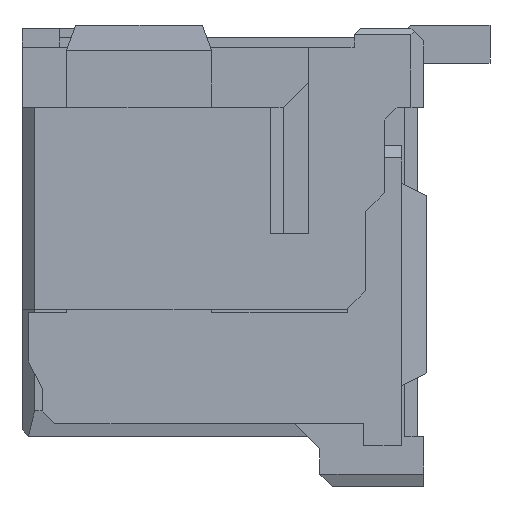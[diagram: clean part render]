
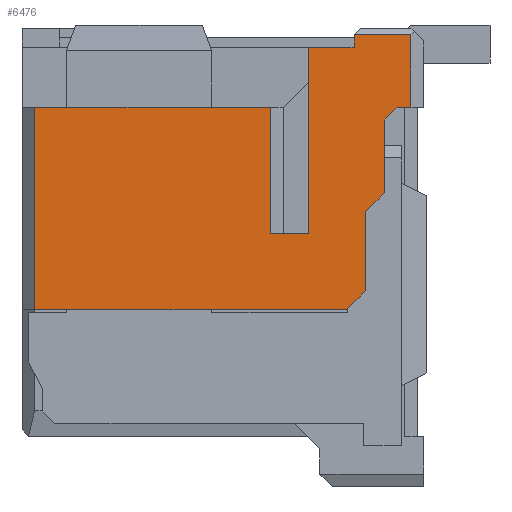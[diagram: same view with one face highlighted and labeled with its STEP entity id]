
A CAD part, left-side view. The second image highlights one B-rep face of the part: STEP entity #6476.
In plain terms, the highlighted planar face has unit normal (-1, 0, 0).
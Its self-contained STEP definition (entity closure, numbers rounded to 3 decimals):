
#941=DIRECTION('',(0.,0.,-1.));
#942=VECTOR('',#941,3.2);
#943=CARTESIAN_POINT('',(-3.65,2.4,2.82));
#944=LINE('',#943,#942);
#945=DIRECTION('',(0.,-1.,0.));
#946=VECTOR('',#945,3.73);
#947=CARTESIAN_POINT('',(-3.65,2.4,2.82));
#948=LINE('',#947,#946);
#949=DIRECTION('',(0.,0.,1.));
#950=VECTOR('',#949,2.);
#951=CARTESIAN_POINT('',(-3.65,-1.33,0.82));
#952=LINE('',#951,#950);
#953=DIRECTION('',(0.,1.,0.));
#954=VECTOR('',#953,0.6);
#955=CARTESIAN_POINT('',(-3.65,-1.93,0.82));
#956=LINE('',#955,#954);
#957=DIRECTION('',(0.,1.,0.));
#958=VECTOR('',#957,0.72);
#959=CARTESIAN_POINT('',(-3.65,-2.65,3.77));
#960=LINE('',#959,#958);
#961=DIRECTION('',(0.,0.,-1.));
#962=VECTOR('',#961,0.2);
#963=CARTESIAN_POINT('',(-3.65,-2.65,3.97));
#964=LINE('',#963,#962);
#965=DIRECTION('',(0.,1.,0.));
#966=VECTOR('',#965,0.9);
#967=CARTESIAN_POINT('',(-3.65,-3.55,3.97));
#968=LINE('',#967,#966);
#969=DIRECTION('',(0.,0.,1.));
#970=VECTOR('',#969,1.15);
#971=CARTESIAN_POINT('',(-3.65,-3.55,2.82));
#972=LINE('',#971,#970);
#973=DIRECTION('',(0.,1.,0.));
#974=VECTOR('',#973,0.22);
#975=CARTESIAN_POINT('',(-3.65,-3.55,2.82));
#976=LINE('',#975,#974);
#977=DIRECTION('',(0.,0.707,-0.707));
#978=VECTOR('',#977,0.283);
#979=CARTESIAN_POINT('',(-3.65,-3.33,2.82));
#980=LINE('',#979,#978);
#981=DIRECTION('',(0.,0.,-1.));
#982=VECTOR('',#981,1.15);
#983=CARTESIAN_POINT('',(-3.65,-3.13,2.62));
#984=LINE('',#983,#982);
#985=DIRECTION('',(0.,0.707,-0.707));
#986=VECTOR('',#985,0.424);
#987=CARTESIAN_POINT('',(-3.65,-3.13,1.47));
#988=LINE('',#987,#986);
#989=DIRECTION('',(0.,0.,-1.));
#990=VECTOR('',#989,1.25);
#991=CARTESIAN_POINT('',(-3.65,-2.83,1.17));
#992=LINE('',#991,#990);
#993=DIRECTION('',(0.,0.707,-0.707));
#994=VECTOR('',#993,0.424);
#995=CARTESIAN_POINT('',(-3.65,-2.83,-0.08));
#996=LINE('',#995,#994);
#997=DIRECTION('',(0.,-1.,0.));
#998=VECTOR('',#997,4.93);
#999=CARTESIAN_POINT('',(-3.65,2.4,-0.38));
#1000=LINE('',#999,#998);
#3889=DIRECTION('',(0.,0.,-1.));
#3890=VECTOR('',#3889,2.95);
#3891=CARTESIAN_POINT('',(-3.65,-1.93,3.77));
#3892=LINE('',#3891,#3890);
#4113=CARTESIAN_POINT('',(-3.65,-3.33,2.82));
#4114=CARTESIAN_POINT('',(-3.65,-3.13,2.62));
#4115=VERTEX_POINT('',#4113);
#4116=VERTEX_POINT('',#4114);
#4117=CARTESIAN_POINT('',(-3.65,-3.13,1.47));
#4118=VERTEX_POINT('',#4117);
#4119=CARTESIAN_POINT('',(-3.65,-2.83,1.17));
#4120=VERTEX_POINT('',#4119);
#4121=CARTESIAN_POINT('',(-3.65,-2.83,-0.08));
#4122=VERTEX_POINT('',#4121);
#4123=CARTESIAN_POINT('',(-3.65,-2.53,-0.38));
#4124=VERTEX_POINT('',#4123);
#4125=CARTESIAN_POINT('',(-3.65,-1.93,3.77));
#4127=VERTEX_POINT('',#4125);
#4133=CARTESIAN_POINT('',(-3.65,-2.65,3.77));
#4134=VERTEX_POINT('',#4133);
#4622=CARTESIAN_POINT('',(-3.65,-1.93,0.82));
#4623=CARTESIAN_POINT('',(-3.65,-1.33,0.82));
#4624=VERTEX_POINT('',#4622);
#4625=VERTEX_POINT('',#4623);
#4626=CARTESIAN_POINT('',(-3.65,-1.33,2.82));
#4627=VERTEX_POINT('',#4626);
#4658=CARTESIAN_POINT('',(-3.65,2.4,-0.38));
#4660=VERTEX_POINT('',#4658);
#4664=CARTESIAN_POINT('',(-3.65,2.4,2.82));
#4665=VERTEX_POINT('',#4664);
#4718=CARTESIAN_POINT('',(-3.65,-3.55,3.97));
#4719=CARTESIAN_POINT('',(-3.65,-2.65,3.97));
#4720=VERTEX_POINT('',#4718);
#4721=VERTEX_POINT('',#4719);
#4731=CARTESIAN_POINT('',(-3.65,-3.55,2.82));
#4733=VERTEX_POINT('',#4731);
#6439=CARTESIAN_POINT('',(-3.65,0.,0.445));
#6440=DIRECTION('',(-1.,0.,0.));
#6441=DIRECTION('',(0.,0.,1.));
#6442=AXIS2_PLACEMENT_3D('',#6439,#6440,#6441);
#6443=PLANE('',#6442);
#6445=ORIENTED_EDGE('',*,*,#6444,.F.);
#6447=ORIENTED_EDGE('',*,*,#6446,.T.);
#6449=ORIENTED_EDGE('',*,*,#6448,.F.);
#6451=ORIENTED_EDGE('',*,*,#6450,.F.);
#6453=ORIENTED_EDGE('',*,*,#6452,.F.);
#6454=ORIENTED_EDGE('',*,*,#6100,.F.);
#6455=ORIENTED_EDGE('',*,*,#6321,.F.);
#6457=ORIENTED_EDGE('',*,*,#6456,.F.);
#6459=ORIENTED_EDGE('',*,*,#6458,.F.);
#6461=ORIENTED_EDGE('',*,*,#6460,.T.);
#6463=ORIENTED_EDGE('',*,*,#6462,.T.);
#6465=ORIENTED_EDGE('',*,*,#6464,.T.);
#6467=ORIENTED_EDGE('',*,*,#6466,.T.);
#6469=ORIENTED_EDGE('',*,*,#6468,.T.);
#6471=ORIENTED_EDGE('',*,*,#6470,.T.);
#6473=ORIENTED_EDGE('',*,*,#6472,.F.);
#6474=EDGE_LOOP('',(#6445,#6447,#6449,#6451,#6453,#6454,#6455,#6457,#6459,#6461,
#6463,#6465,#6467,#6469,#6471,#6473));
#6475=FACE_OUTER_BOUND('',#6474,.F.);
#6476=ADVANCED_FACE('',(#6475),#6443,.T.);
#6100=EDGE_CURVE('',#4134,#4127,#960,.T.);
#6321=EDGE_CURVE('',#4721,#4134,#964,.T.);
#6444=EDGE_CURVE('',#4665,#4660,#944,.T.);
#6446=EDGE_CURVE('',#4665,#4627,#948,.T.);
#6448=EDGE_CURVE('',#4625,#4627,#952,.T.);
#6450=EDGE_CURVE('',#4624,#4625,#956,.T.);
#6452=EDGE_CURVE('',#4127,#4624,#3892,.T.);
#6456=EDGE_CURVE('',#4720,#4721,#968,.T.);
#6458=EDGE_CURVE('',#4733,#4720,#972,.T.);
#6460=EDGE_CURVE('',#4733,#4115,#976,.T.);
#6462=EDGE_CURVE('',#4115,#4116,#980,.T.);
#6464=EDGE_CURVE('',#4116,#4118,#984,.T.);
#6466=EDGE_CURVE('',#4118,#4120,#988,.T.);
#6468=EDGE_CURVE('',#4120,#4122,#992,.T.);
#6470=EDGE_CURVE('',#4122,#4124,#996,.T.);
#6472=EDGE_CURVE('',#4660,#4124,#1000,.T.);
